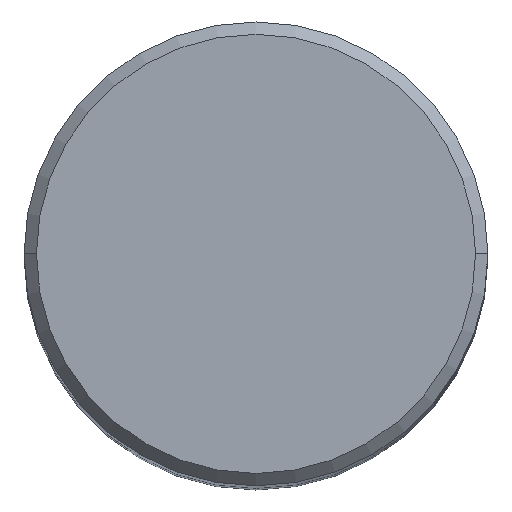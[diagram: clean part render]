
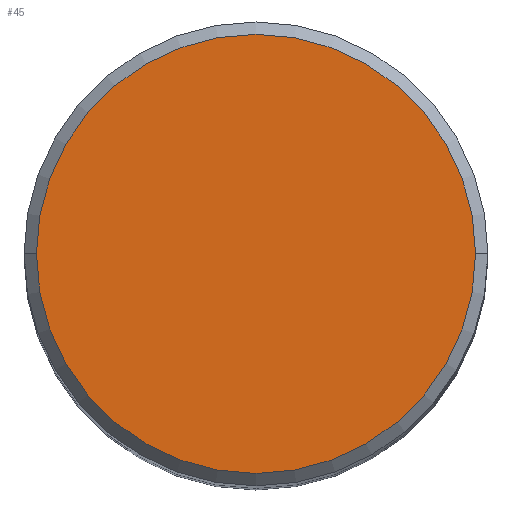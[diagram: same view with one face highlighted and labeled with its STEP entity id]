
A CAD part, top view. The second image highlights one B-rep face of the part: STEP entity #45.
In plain terms, the highlighted planar face has unit normal (0, 0, 1).
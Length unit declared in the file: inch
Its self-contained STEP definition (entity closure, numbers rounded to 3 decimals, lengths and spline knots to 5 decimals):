
#21 = DIRECTION ( 'NONE',  ( -1., 0., 0. ) ) ;
#31 = CIRCLE ( 'NONE', #220, 0.355 ) ;
#42 = DIRECTION ( 'NONE',  ( 0., 0., 1. ) ) ;
#45 = ADVANCED_FACE ( 'NONE', ( #221 ), #112, .F. ) ;
#56 = AXIS2_PLACEMENT_3D ( 'NONE', #161, #225, #21 ) ;
#60 = CARTESIAN_POINT ( 'NONE',  ( 0., 0., 0. ) ) ;
#106 = VERTEX_POINT ( 'NONE', #284 ) ;
#112 = PLANE ( 'NONE',  #56 ) ;
#118 = CIRCLE ( 'NONE', #211, 0.355 ) ;
#130 = ORIENTED_EDGE ( 'NONE', *, *, #293, .T. ) ;
#139 = EDGE_CURVE ( 'NONE', #214, #106, #118, .T. ) ;
#161 = CARTESIAN_POINT ( 'NONE',  ( 0., 0.355, 0. ) ) ;
#168 = DIRECTION ( 'NONE',  ( 0., 0., 1. ) ) ;
#169 = CARTESIAN_POINT ( 'NONE',  ( -0.355, 0., 0. ) ) ;
#211 = AXIS2_PLACEMENT_3D ( 'NONE', #60, #168, #315 ) ;
#214 = VERTEX_POINT ( 'NONE', #169 ) ;
#220 = AXIS2_PLACEMENT_3D ( 'NONE', #349, #42, #329 ) ;
#221 = FACE_OUTER_BOUND ( 'NONE', #308, .T. ) ;
#225 = DIRECTION ( 'NONE',  ( 0., 0., -1. ) ) ;
#284 = CARTESIAN_POINT ( 'NONE',  ( 0.355, 0., 0. ) ) ;
#293 = EDGE_CURVE ( 'NONE', #106, #214, #31, .T. ) ;
#308 = EDGE_LOOP ( 'NONE', ( #328, #130 ) ) ;
#315 = DIRECTION ( 'NONE',  ( 1., 0., 0. ) ) ;
#328 = ORIENTED_EDGE ( 'NONE', *, *, #139, .T. ) ;
#329 = DIRECTION ( 'NONE',  ( 1., 0., 0. ) ) ;
#349 = CARTESIAN_POINT ( 'NONE',  ( 0., 0., 0. ) ) ;
